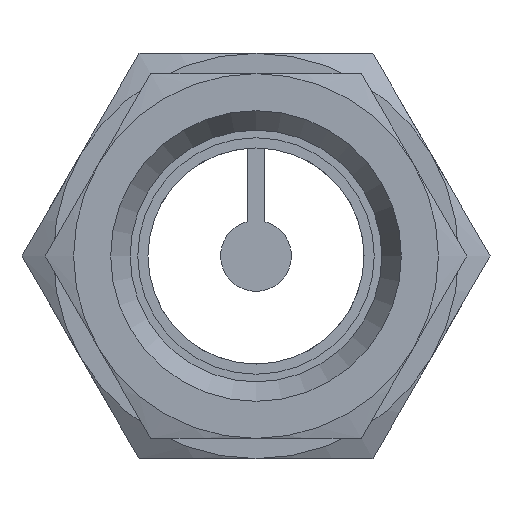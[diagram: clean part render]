
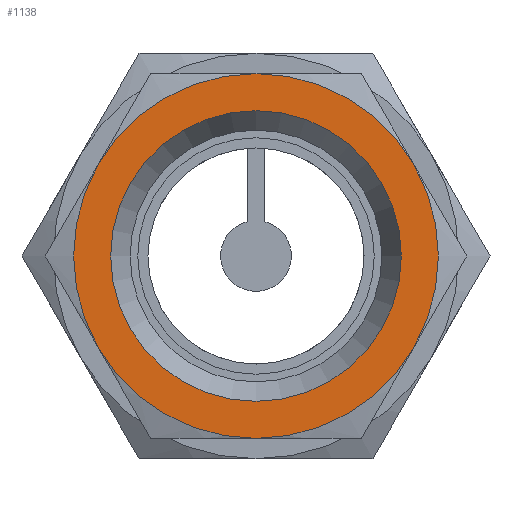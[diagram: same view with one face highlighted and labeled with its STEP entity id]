
A CAD part, left-side view. The second image highlights one B-rep face of the part: STEP entity #1138.
In plain terms, the highlighted planar face has unit normal (-1, 0, 0).
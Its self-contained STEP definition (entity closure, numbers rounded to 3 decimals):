
#163=FACE_BOUND($,#436,.T.);
#229=CIRCLE($,#1291,10.759);
#231=CIRCLE($,#1295,13.5);
#232=CIRCLE($,#1296,13.5);
#233=CIRCLE($,#1297,13.5);
#234=CIRCLE($,#1298,13.5);
#235=CIRCLE($,#1299,13.5);
#236=CIRCLE($,#1300,13.5);
#314=FACE_OUTER_BOUND($,#435,.T.);
#435=EDGE_LOOP($,(#928,#929,#930,#931,#932,#933));
#436=EDGE_LOOP($,(#934));
#582=VERTEX_POINT($,#1962);
#584=VERTEX_POINT($,#1968);
#585=VERTEX_POINT($,#1969);
#586=VERTEX_POINT($,#1971);
#587=VERTEX_POINT($,#1973);
#588=VERTEX_POINT($,#1975);
#589=VERTEX_POINT($,#1977);
#702=EDGE_CURVE($,#582,#582,#229,.T.);
#704=EDGE_CURVE($,#584,#585,#231,.T.);
#705=EDGE_CURVE($,#586,#584,#232,.T.);
#706=EDGE_CURVE($,#587,#586,#233,.T.);
#707=EDGE_CURVE($,#588,#587,#234,.T.);
#708=EDGE_CURVE($,#589,#588,#235,.T.);
#709=EDGE_CURVE($,#585,#589,#236,.T.);
#928=ORIENTED_EDGE($,*,*,#704,.F.);
#929=ORIENTED_EDGE($,*,*,#705,.F.);
#930=ORIENTED_EDGE($,*,*,#706,.F.);
#931=ORIENTED_EDGE($,*,*,#707,.F.);
#932=ORIENTED_EDGE($,*,*,#708,.F.);
#933=ORIENTED_EDGE($,*,*,#709,.F.);
#934=ORIENTED_EDGE($,*,*,#702,.F.);
#1038=PLANE($,#1294);
#1138=ADVANCED_FACE($,(#314,#163),#1038,.T.);
#1291=AXIS2_PLACEMENT_3D($,#1963,#1590,#1591);
#1294=AXIS2_PLACEMENT_3D($,#1967,#1596,#1597);
#1295=AXIS2_PLACEMENT_3D($,#1970,#1598,#1599);
#1296=AXIS2_PLACEMENT_3D($,#1972,#1600,#1601);
#1297=AXIS2_PLACEMENT_3D($,#1974,#1602,#1603);
#1298=AXIS2_PLACEMENT_3D($,#1976,#1604,#1605);
#1299=AXIS2_PLACEMENT_3D($,#1978,#1606,#1607);
#1300=AXIS2_PLACEMENT_3D($,#1979,#1608,#1609);
#1590=DIRECTION('center_axis',(-1.,0.,0.));
#1591=DIRECTION('ref_axis',(0.,1.,0.));
#1596=DIRECTION('center_axis',(-1.,0.,0.));
#1597=DIRECTION('ref_axis',(0.,0.,1.));
#1598=DIRECTION('center_axis',(1.,0.,0.));
#1599=DIRECTION('ref_axis',(0.,1.,0.));
#1600=DIRECTION('center_axis',(1.,0.,0.));
#1601=DIRECTION('ref_axis',(0.,1.,0.));
#1602=DIRECTION('center_axis',(1.,0.,0.));
#1603=DIRECTION('ref_axis',(0.,1.,0.));
#1604=DIRECTION('center_axis',(1.,0.,0.));
#1605=DIRECTION('ref_axis',(0.,1.,0.));
#1606=DIRECTION('center_axis',(1.,0.,0.));
#1607=DIRECTION('ref_axis',(0.,1.,0.));
#1608=DIRECTION('center_axis',(1.,0.,0.));
#1609=DIRECTION('ref_axis',(0.,1.,0.));
#1962=CARTESIAN_POINT('',(0.,-10.759,0.));
#1963=CARTESIAN_POINT('Origin',(0.,0.,0.));
#1967=CARTESIAN_POINT('Origin',(0.,6.75,0.));
#1968=CARTESIAN_POINT('',(0.,11.691,6.75));
#1969=CARTESIAN_POINT('',(0.,0.,13.5));
#1970=CARTESIAN_POINT('Origin',(0.,0.,
0.));
#1971=CARTESIAN_POINT('',(0.,11.691,-6.75));
#1972=CARTESIAN_POINT('Origin',(0.,0.,
0.));
#1973=CARTESIAN_POINT('',(0.,0.,
-13.5));
#1974=CARTESIAN_POINT('Origin',(0.,0.,
0.));
#1975=CARTESIAN_POINT('',(0.,-11.691,-6.75));
#1976=CARTESIAN_POINT('Origin',(0.,0.,
0.));
#1977=CARTESIAN_POINT('',(0.,-11.691,6.75));
#1978=CARTESIAN_POINT('Origin',(0.,0.,
0.));
#1979=CARTESIAN_POINT('Origin',(0.,0.,
0.));
